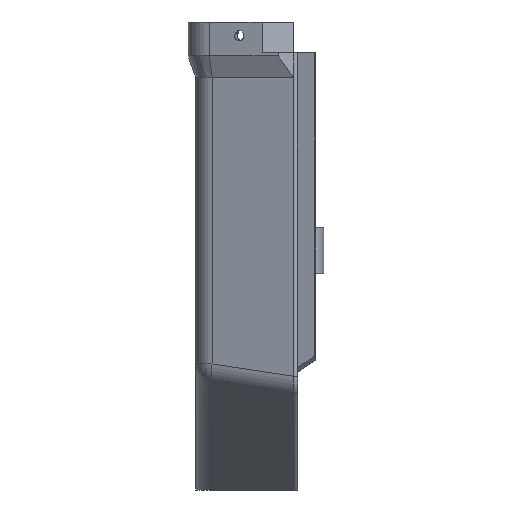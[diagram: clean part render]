
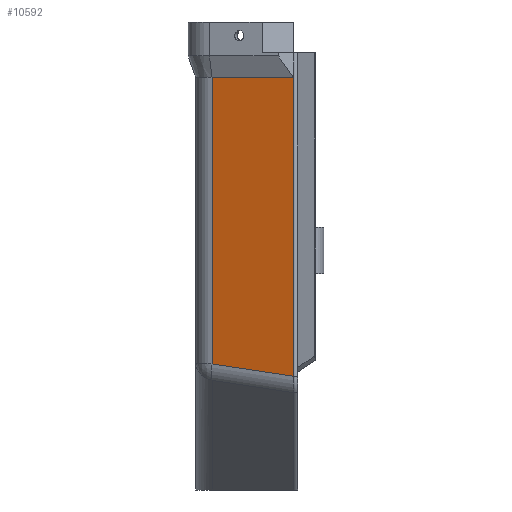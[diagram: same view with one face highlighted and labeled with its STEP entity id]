
A CAD part, left-side view. The second image highlights one B-rep face of the part: STEP entity #10592.
In plain terms, the highlighted planar face has unit normal (-0.94, 0.342, 0).
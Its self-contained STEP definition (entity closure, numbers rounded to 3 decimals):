
#2577 = CYLINDRICAL_SURFACE('',#2578,1.);
#2578 = AXIS2_PLACEMENT_3D('',#2579,#2580,#2581);
#2579 = CARTESIAN_POINT('',(-90.072,1.5,0.));
#2580 = DIRECTION('',(0.,0.,-1.));
#2581 = DIRECTION('',(0.,-1.,0.));
#5305 = VERTEX_POINT('',#5306);
#5306 = CARTESIAN_POINT('',(-91.012,1.842,
    -104.684));
#5394 = CYLINDRICAL_SURFACE('',#5395,8.);
#5395 = AXIS2_PLACEMENT_3D('',#5396,#5397,#5398);
#5396 = CARTESIAN_POINT('',(-84.13,-2.643,
    -104.947));
#5397 = DIRECTION('',(0.339,0.93,0.14));
#5398 = DIRECTION('',(-0.94,0.342,0.)
  );
#5579 = VERTEX_POINT('',#5580);
#5580 = CARTESIAN_POINT('',(-91.012,1.842,
    -7.869));
#5606 = EDGE_CURVE('',#5579,#5305,#5607,.T.);
#5607 = SURFACE_CURVE('',#5608,(#5612,#5619),.PCURVE_S1.);
#5608 = LINE('',#5609,#5610);
#5609 = CARTESIAN_POINT('',(-91.012,1.842,
    0.));
#5610 = VECTOR('',#5611,1.);
#5611 = DIRECTION('',(0.,0.,-1.));
#5612 = PCURVE('',#2577,#5613);
#5613 = DEFINITIONAL_REPRESENTATION('',(#5614),#5618);
#5614 = LINE('',#5615,#5616);
#5615 = CARTESIAN_POINT('',(1.92,0.));
#5616 = VECTOR('',#5617,1.);
#5617 = DIRECTION('',(0.,1.));
#5618 = ( GEOMETRIC_REPRESENTATION_CONTEXT(2) 
PARAMETRIC_REPRESENTATION_CONTEXT() REPRESENTATION_CONTEXT('2D SPACE',''
  ) );
#5619 = PCURVE('',#5620,#5625);
#5620 = PLANE('',#5621);
#5621 = AXIS2_PLACEMENT_3D('',#5622,#5623,#5624);
#5622 = CARTESIAN_POINT('',(-91.5,0.5,0.));
#5623 = DIRECTION('',(-0.94,0.342,0.)
  );
#5624 = DIRECTION('',(0.,0.,-1.));
#5625 = DEFINITIONAL_REPRESENTATION('',(#5626),#5630);
#5626 = LINE('',#5627,#5628);
#5627 = CARTESIAN_POINT('',(0.,-1.428));
#5628 = VECTOR('',#5629,1.);
#5629 = DIRECTION('',(1.,0.));
#5630 = ( GEOMETRIC_REPRESENTATION_CONTEXT(2) 
PARAMETRIC_REPRESENTATION_CONTEXT() REPRESENTATION_CONTEXT('2D SPACE',''
  ) );
#10237 = CYLINDRICAL_SURFACE('',#10238,8.);
#10238 = AXIS2_PLACEMENT_3D('',#10239,#10240,#10241);
#10239 = CARTESIAN_POINT('',(-73.887,25.5,0.));
#10240 = DIRECTION('',(0.,0.,-1.));
#10241 = DIRECTION('',(-0.94,0.342,0.
    ));
#10486 = EDGE_CURVE('',#5305,#10487,#10489,.T.);
#10487 = VERTEX_POINT('',#10488);
#10488 = CARTESIAN_POINT('',(-81.405,28.236,
    -100.705));
#10489 = SURFACE_CURVE('',#10490,(#10494,#10501),.PCURVE_S1.);
#10490 = LINE('',#10491,#10492);
#10491 = CARTESIAN_POINT('',(-91.648,0.094,
    -104.947));
#10492 = VECTOR('',#10493,1.);
#10493 = DIRECTION('',(0.339,0.93,0.14));
#10494 = PCURVE('',#5394,#10495);
#10495 = DEFINITIONAL_REPRESENTATION('',(#10496),#10500);
#10496 = LINE('',#10497,#10498);
#10497 = CARTESIAN_POINT('',(-0.,0.));
#10498 = VECTOR('',#10499,1.);
#10499 = DIRECTION('',(-0.,1.));
#10500 = ( GEOMETRIC_REPRESENTATION_CONTEXT(2) 
PARAMETRIC_REPRESENTATION_CONTEXT() REPRESENTATION_CONTEXT('2D SPACE',''
  ) );
#10501 = PCURVE('',#5620,#10502);
#10502 = DEFINITIONAL_REPRESENTATION('',(#10503),#10507);
#10503 = LINE('',#10504,#10505);
#10504 = CARTESIAN_POINT('',(104.947,0.432));
#10505 = VECTOR('',#10506,1.);
#10506 = DIRECTION('',(-0.14,-0.99));
#10507 = ( GEOMETRIC_REPRESENTATION_CONTEXT(2) 
PARAMETRIC_REPRESENTATION_CONTEXT() REPRESENTATION_CONTEXT('2D SPACE',''
  ) );
#10581 = PLANE('',#10582);
#10582 = AXIS2_PLACEMENT_3D('',#10583,#10584,#10585);
#10583 = CARTESIAN_POINT('',(-86.148,15.204,
    -7.869));
#10584 = DIRECTION('',(0.883,-0.321,0.342));
#10585 = DIRECTION('',(-0.321,0.117,0.94));
#10592 = ADVANCED_FACE('',(#10593),#5620,.T.);
#10593 = FACE_BOUND('',#10594,.T.);
#10594 = EDGE_LOOP('',(#10595,#10596,#10619,#10640));
#10595 = ORIENTED_EDGE('',*,*,#5606,.F.);
#10596 = ORIENTED_EDGE('',*,*,#10597,.F.);
#10597 = EDGE_CURVE('',#10598,#5579,#10600,.T.);
#10598 = VERTEX_POINT('',#10599);
#10599 = CARTESIAN_POINT('',(-81.405,28.236,
    -7.869));
#10600 = SURFACE_CURVE('',#10601,(#10605,#10612),.PCURVE_S1.);
#10601 = LINE('',#10602,#10603);
#10602 = CARTESIAN_POINT('',(-86.148,15.204,
    -7.869));
#10603 = VECTOR('',#10604,1.);
#10604 = DIRECTION('',(-0.342,-0.94,
    0.));
#10605 = PCURVE('',#5620,#10606);
#10606 = DEFINITIONAL_REPRESENTATION('',(#10607),#10611);
#10607 = LINE('',#10608,#10609);
#10608 = CARTESIAN_POINT('',(7.869,-15.647));
#10609 = VECTOR('',#10610,1.);
#10610 = DIRECTION('',(0.,1.));
#10611 = ( GEOMETRIC_REPRESENTATION_CONTEXT(2) 
PARAMETRIC_REPRESENTATION_CONTEXT() REPRESENTATION_CONTEXT('2D SPACE',''
  ) );
#10612 = PCURVE('',#10581,#10613);
#10613 = DEFINITIONAL_REPRESENTATION('',(#10614),#10618);
#10614 = LINE('',#10615,#10616);
#10615 = CARTESIAN_POINT('',(0.,0.));
#10616 = VECTOR('',#10617,1.);
#10617 = DIRECTION('',(0.,1.));
#10618 = ( GEOMETRIC_REPRESENTATION_CONTEXT(2) 
PARAMETRIC_REPRESENTATION_CONTEXT() REPRESENTATION_CONTEXT('2D SPACE',''
  ) );
#10619 = ORIENTED_EDGE('',*,*,#10620,.T.);
#10620 = EDGE_CURVE('',#10598,#10487,#10621,.T.);
#10621 = SURFACE_CURVE('',#10622,(#10626,#10633),.PCURVE_S1.);
#10622 = LINE('',#10623,#10624);
#10623 = CARTESIAN_POINT('',(-81.405,28.236,
    0.));
#10624 = VECTOR('',#10625,1.);
#10625 = DIRECTION('',(0.,0.,-1.));
#10626 = PCURVE('',#5620,#10627);
#10627 = DEFINITIONAL_REPRESENTATION('',(#10628),#10632);
#10628 = LINE('',#10629,#10630);
#10629 = CARTESIAN_POINT('',(0.,-29.516));
#10630 = VECTOR('',#10631,1.);
#10631 = DIRECTION('',(1.,0.));
#10632 = ( GEOMETRIC_REPRESENTATION_CONTEXT(2) 
PARAMETRIC_REPRESENTATION_CONTEXT() REPRESENTATION_CONTEXT('2D SPACE',''
  ) );
#10633 = PCURVE('',#10237,#10634);
#10634 = DEFINITIONAL_REPRESENTATION('',(#10635),#10639);
#10635 = LINE('',#10636,#10637);
#10636 = CARTESIAN_POINT('',(0.,0.));
#10637 = VECTOR('',#10638,1.);
#10638 = DIRECTION('',(0.,1.));
#10639 = ( GEOMETRIC_REPRESENTATION_CONTEXT(2) 
PARAMETRIC_REPRESENTATION_CONTEXT() REPRESENTATION_CONTEXT('2D SPACE',''
  ) );
#10640 = ORIENTED_EDGE('',*,*,#10486,.F.);
